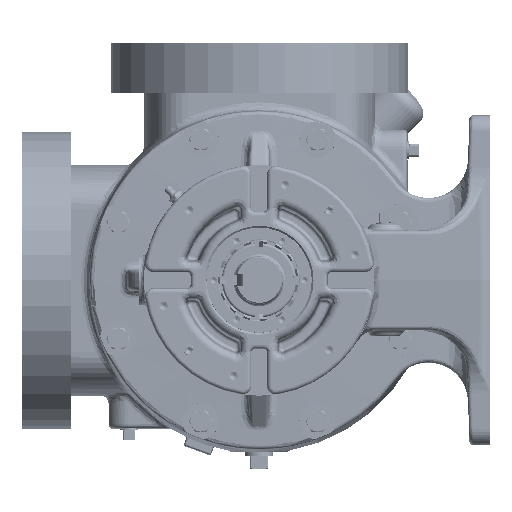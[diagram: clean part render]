
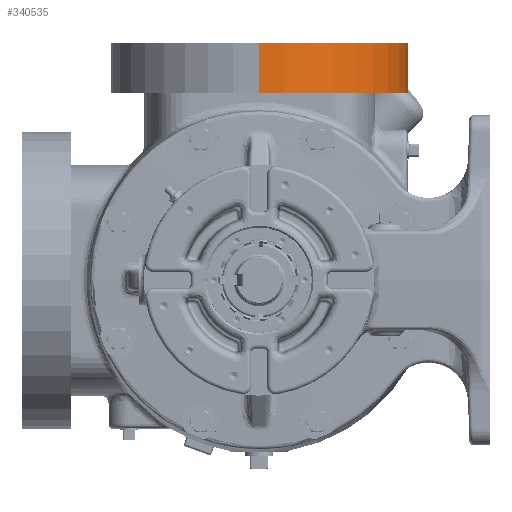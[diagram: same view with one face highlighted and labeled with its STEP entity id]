
A CAD part, left-side view. The second image highlights one B-rep face of the part: STEP entity #340535.
In plain terms, the highlighted cylindrical face has radius 114.3 mm (diameter 228.6 mm), a partial arc.
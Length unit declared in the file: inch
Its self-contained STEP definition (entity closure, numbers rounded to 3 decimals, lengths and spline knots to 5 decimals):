
#2144 = CIRCLE ( 'NONE', #272004, 4.5 ) ;
#3549 = EDGE_CURVE ( 'NONE', #61820, #144471, #2144, .T. ) ;
#17545 = AXIS2_PLACEMENT_3D ( 'NONE', #32789, #138030, #267452 ) ;
#32789 = CARTESIAN_POINT ( 'NONE',  ( 3.345, 0., 5.6875 ) ) ;
#38024 = CARTESIAN_POINT ( 'NONE',  ( 7.845, 0., 5.23278 ) ) ;
#39750 = DIRECTION ( 'NONE',  ( 0., 0., -1. ) ) ;
#58467 = VECTOR ( 'NONE', #39750, 39.37008 ) ;
#61820 = VERTEX_POINT ( 'NONE', #109786 ) ;
#84554 = ORIENTED_EDGE ( 'NONE', *, *, #203279, .F. ) ;
#91640 = EDGE_CURVE ( 'NONE', #61820, #305212, #172588, .T. ) ;
#109786 = CARTESIAN_POINT ( 'NONE',  ( 7.845, 0., 7.1875 ) ) ;
#112186 = DIRECTION ( 'NONE',  ( 0., 0., -1. ) ) ;
#121450 = ORIENTED_EDGE ( 'NONE', *, *, #3549, .T. ) ;
#127875 = CIRCLE ( 'NONE', #17545, 4.5 ) ;
#135665 = DIRECTION ( 'NONE',  ( 0., 0., -1. ) ) ;
#136393 = CARTESIAN_POINT ( 'NONE',  ( 3.345, 0., 7.1875 ) ) ;
#137339 = CARTESIAN_POINT ( 'NONE',  ( -1.155, 0., 5.23278 ) ) ;
#138030 = DIRECTION ( 'NONE',  ( 0., 0., -1. ) ) ;
#144471 = VERTEX_POINT ( 'NONE', #337918 ) ;
#158179 = CARTESIAN_POINT ( 'NONE',  ( 3.345, 0., 5.23278 ) ) ;
#172588 = LINE ( 'NONE', #38024, #58467 ) ;
#192498 = LINE ( 'NONE', #137339, #241120 ) ;
#203279 = EDGE_CURVE ( 'NONE', #305212, #220161, #127875, .T. ) ;
#211589 = CYLINDRICAL_SURFACE ( 'NONE', #283788, 4.5 ) ;
#217979 = DIRECTION ( 'NONE',  ( -1., 0., 0. ) ) ;
#220161 = VERTEX_POINT ( 'NONE', #243033 ) ;
#224828 = CARTESIAN_POINT ( 'NONE',  ( 7.845, 0., 5.6875 ) ) ;
#235328 = ORIENTED_EDGE ( 'NONE', *, *, #296374, .T. ) ;
#241120 = VECTOR ( 'NONE', #135665, 39.37008 ) ;
#243033 = CARTESIAN_POINT ( 'NONE',  ( -1.155, 0., 5.6875 ) ) ;
#261679 = DIRECTION ( 'NONE',  ( 0., 0., -1. ) ) ;
#267452 = DIRECTION ( 'NONE',  ( -1., 0., 0. ) ) ;
#272004 = AXIS2_PLACEMENT_3D ( 'NONE', #136393, #112186, #320942 ) ;
#272287 = EDGE_LOOP ( 'NONE', ( #302855, #121450, #235328, #84554 ) ) ;
#283788 = AXIS2_PLACEMENT_3D ( 'NONE', #158179, #261679, #217979 ) ;
#295564 = FACE_OUTER_BOUND ( 'NONE', #272287, .T. ) ;
#296374 = EDGE_CURVE ( 'NONE', #144471, #220161, #192498, .T. ) ;
#302855 = ORIENTED_EDGE ( 'NONE', *, *, #91640, .F. ) ;
#305212 = VERTEX_POINT ( 'NONE', #224828 ) ;
#320942 = DIRECTION ( 'NONE',  ( -1., 0., 0. ) ) ;
#337918 = CARTESIAN_POINT ( 'NONE',  ( -1.155, 0., 7.1875 ) ) ;
#340535 = ADVANCED_FACE ( 'NONE', ( #295564 ), #211589, .T. ) ;
